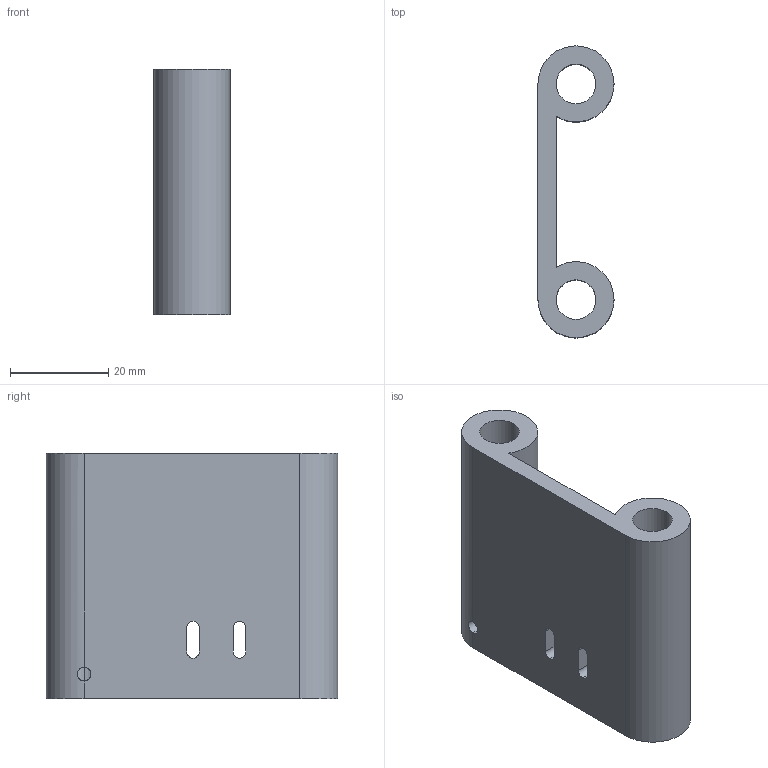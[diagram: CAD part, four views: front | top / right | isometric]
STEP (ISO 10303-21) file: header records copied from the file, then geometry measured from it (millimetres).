
FILE_DESCRIPTION (( 'STEP AP214' ), '1' );
FILE_NAME ('Front Rail Panel.STEP', '2021-07-28T14:18:58', ( '' ), ( '' ), 'SwSTEP 2.0', 'SolidWorks 2019', '' );
FILE_SCHEMA (( 'AUTOMOTIVE_DESIGN' ));
Length unit declared in the file: millimetre
Products named in the file (1): Front Rail Panel
Bounding box: 15.5 x 59.5 x 50 mm (x, y, z)
Volume: 19976.4 mm3; surface area: 11250.7 mm2
Topology: 1 solids, 1 shells, 24 faces, 68 edges, 44 vertices
Faces by surface type: cylinder 16, plane 8
Entity records: 1170 total; most frequent: CARTESIAN_POINT 206, DIRECTION 144, ORIENTED_EDGE 136, EDGE_CURVE 68, AXIS2_PLACEMENT_3D 54, VERTEX_POINT 44, LINE 36, VECTOR 36
